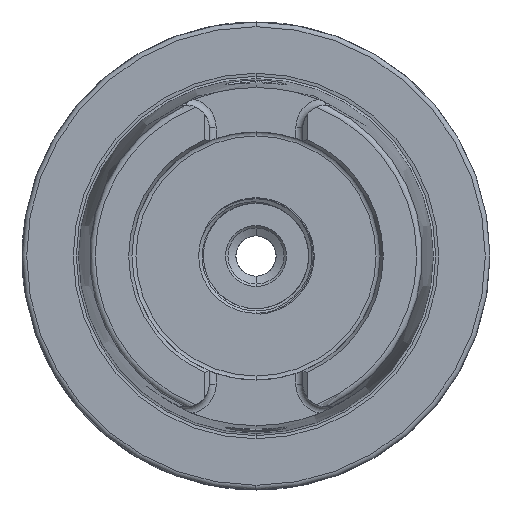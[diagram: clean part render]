
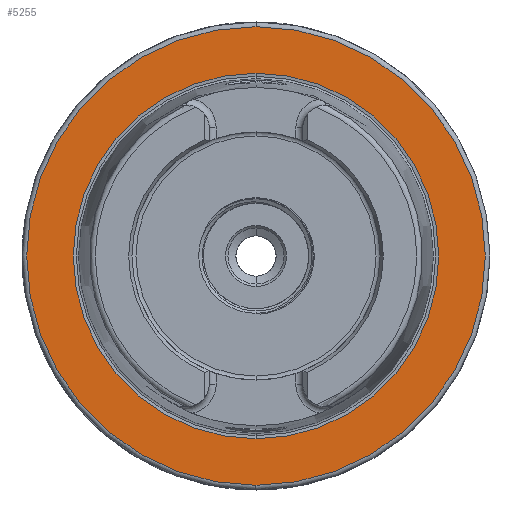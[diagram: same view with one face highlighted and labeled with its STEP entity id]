
A CAD part, left-side view. The second image highlights one B-rep face of the part: STEP entity #5255.
In plain terms, the highlighted planar face has unit normal (-1, 0, 0).
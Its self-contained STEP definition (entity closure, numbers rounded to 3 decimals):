
#3259 = CIRCLE ( 'NONE', #10954, 49. ) ;
#3265 = CIRCLE ( 'NONE', #10960, 39.054 ) ;
#3301 = CIRCLE ( 'NONE', #13242, 49. ) ;
#3304 = CIRCLE ( 'NONE', #13243, 39.054 ) ;
#3900 = EDGE_CURVE ( 'NONE', #9171, #9170, #3259, .T. ) ;
#3911 = EDGE_CURVE ( 'NONE', #9175, #9174, #3265, .T. ) ;
#5255 = ADVANCED_FACE ( 'NONE', ( #13054, #13060 ), #13189, .T. ) ;
#5278 = EDGE_CURVE ( 'NONE', #9170, #9171, #3301, .T. ) ;
#5279 = EDGE_CURVE ( 'NONE', #9174, #9175, #3304, .T. ) ;
#5317 = ORIENTED_EDGE ( 'NONE', *, *, #3900, .T. ) ;
#5318 = ORIENTED_EDGE ( 'NONE', *, *, #5278, .T. ) ;
#5319 = ORIENTED_EDGE ( 'NONE', *, *, #5279, .T. ) ;
#5320 = ORIENTED_EDGE ( 'NONE', *, *, #3911, .T. ) ;
#6951 = EDGE_LOOP ( 'NONE', ( #5317, #5318 ) ) ;
#6952 = EDGE_LOOP ( 'NONE', ( #5320, #5319 ) ) ;
#9170 = VERTEX_POINT ( 'NONE', #14773 ) ;
#9171 = VERTEX_POINT ( 'NONE', #14774 ) ;
#9174 = VERTEX_POINT ( 'NONE', #14777 ) ;
#9175 = VERTEX_POINT ( 'NONE', #14778 ) ;
#10954 = AXIS2_PLACEMENT_3D ( 'NONE', #18027, #18028, #18029 ) ;
#10960 = AXIS2_PLACEMENT_3D ( 'NONE', #18060, #18061, #18062 ) ;
#13054 = FACE_OUTER_BOUND ( 'NONE', #6951, .T. ) ;
#13060 = FACE_BOUND ( 'NONE', #6952, .T. ) ;
#13062 = AXIS2_PLACEMENT_3D ( 'NONE', #13190, #13191, #13192 ) ;
#13189 = PLANE ( 'NONE',  #13062 ) ;
#13190 = CARTESIAN_POINT ( 'NONE',  ( 0., 39.054, 0. ) ) ;
#13191 = DIRECTION ( 'NONE',  ( -1., 0., 0. ) ) ;
#13192 = DIRECTION ( 'NONE',  ( 0., 0., 1. ) ) ;
#13242 = AXIS2_PLACEMENT_3D ( 'NONE', #13481, #13482, #13483 ) ;
#13243 = AXIS2_PLACEMENT_3D ( 'NONE', #13484, #13485, #13486 ) ;
#13481 = CARTESIAN_POINT ( 'NONE',  ( 0., 0., 0. ) ) ;
#13482 = DIRECTION ( 'NONE',  ( -1., 0., 0. ) ) ;
#13483 = DIRECTION ( 'NONE',  ( 0., 0., 1. ) ) ;
#13484 = CARTESIAN_POINT ( 'NONE',  ( 0., 0., 0. ) ) ;
#13485 = DIRECTION ( 'NONE',  ( 1., 0., 0. ) ) ;
#13486 = DIRECTION ( 'NONE',  ( 0., 0., -1. ) ) ;
#14773 = CARTESIAN_POINT ( 'NONE',  ( 0., 0., -49. ) ) ;
#14774 = CARTESIAN_POINT ( 'NONE',  ( 0., 0., 49. ) ) ;
#14777 = CARTESIAN_POINT ( 'NONE',  ( 0., 0., -39.054 ) ) ;
#14778 = CARTESIAN_POINT ( 'NONE',  ( 0., 0., 39.054 ) ) ;
#18027 = CARTESIAN_POINT ( 'NONE',  ( 0., 0., 0. ) ) ;
#18028 = DIRECTION ( 'NONE',  ( -1., 0., 0. ) ) ;
#18029 = DIRECTION ( 'NONE',  ( 0., 0., 1. ) ) ;
#18060 = CARTESIAN_POINT ( 'NONE',  ( 0., 0., 0. ) ) ;
#18061 = DIRECTION ( 'NONE',  ( 1., 0., 0. ) ) ;
#18062 = DIRECTION ( 'NONE',  ( 0., 0., -1. ) ) ;
